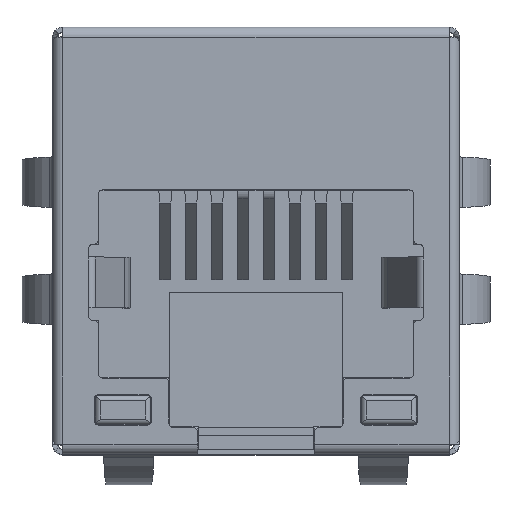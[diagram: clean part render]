
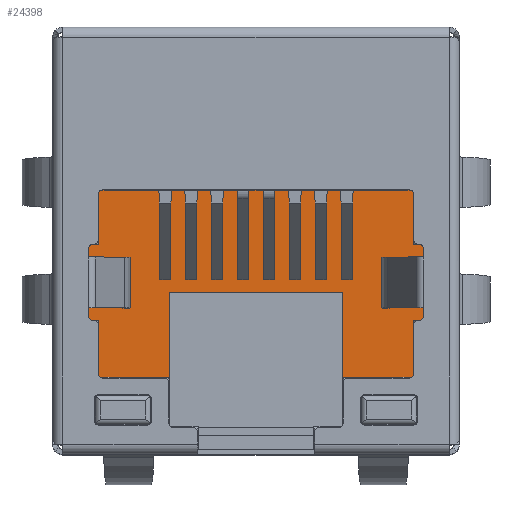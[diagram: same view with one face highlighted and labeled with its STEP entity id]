
A CAD part, top view. The second image highlights one B-rep face of the part: STEP entity #24398.
In plain terms, the highlighted face is planar.
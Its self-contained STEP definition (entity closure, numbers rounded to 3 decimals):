
#1260=ORIENTED_EDGE('',*,*,#6317,.T.);
#1261=ORIENTED_EDGE('',*,*,#6366,.T.);
#1262=ORIENTED_EDGE('',*,*,#6367,.F.);
#1263=ORIENTED_EDGE('',*,*,#6368,.F.);
#1264=ORIENTED_EDGE('',*,*,#6369,.F.);
#1265=ORIENTED_EDGE('',*,*,#6370,.F.);
#1266=ORIENTED_EDGE('',*,*,#6371,.F.);
#1267=ORIENTED_EDGE('',*,*,#6372,.F.);
#1268=ORIENTED_EDGE('',*,*,#6373,.F.);
#1269=ORIENTED_EDGE('',*,*,#6310,.F.);
#1270=ORIENTED_EDGE('',*,*,#6312,.F.);
#1271=ORIENTED_EDGE('',*,*,#6374,.T.);
#1272=ORIENTED_EDGE('',*,*,#6375,.F.);
#1273=ORIENTED_EDGE('',*,*,#6376,.F.);
#1274=ORIENTED_EDGE('',*,*,#6377,.F.);
#1275=ORIENTED_EDGE('',*,*,#6378,.F.);
#1276=ORIENTED_EDGE('',*,*,#6379,.F.);
#1277=ORIENTED_EDGE('',*,*,#6380,.F.);
#1278=ORIENTED_EDGE('',*,*,#6381,.F.);
#1279=ORIENTED_EDGE('',*,*,#6382,.T.);
#6310=EDGE_CURVE('',#8868,#8867,#10547,.T.);
#6312=EDGE_CURVE('',#8869,#8868,#10549,.T.);
#6317=EDGE_CURVE('',#8874,#8875,#10554,.T.);
#6366=EDGE_CURVE('',#8875,#8908,#10603,.T.);
#6367=EDGE_CURVE('',#8909,#8908,#10604,.T.);
#6368=EDGE_CURVE('',#8910,#8909,#10605,.T.);
#6369=EDGE_CURVE('',#8911,#8910,#10606,.T.);
#6370=EDGE_CURVE('',#8912,#8911,#10607,.T.);
#6371=EDGE_CURVE('',#8913,#8912,#10608,.T.);
#6372=EDGE_CURVE('',#8914,#8913,#10609,.T.);
#6373=EDGE_CURVE('',#8867,#8914,#10610,.T.);
#6374=EDGE_CURVE('',#8869,#8915,#10611,.T.);
#6375=EDGE_CURVE('',#8916,#8915,#10612,.T.);
#6376=EDGE_CURVE('',#8917,#8916,#10613,.T.);
#6377=EDGE_CURVE('',#8918,#8917,#10614,.T.);
#6378=EDGE_CURVE('',#8919,#8918,#10615,.T.);
#6379=EDGE_CURVE('',#8920,#8919,#10616,.T.);
#6380=EDGE_CURVE('',#8921,#8920,#10617,.T.);
#6381=EDGE_CURVE('',#8922,#8921,#10618,.T.);
#6382=EDGE_CURVE('',#8922,#8874,#10619,.T.);
#8867=VERTEX_POINT('',#31976);
#8868=VERTEX_POINT('',#31978);
#8869=VERTEX_POINT('',#31982);
#8874=VERTEX_POINT('',#31995);
#8875=VERTEX_POINT('',#31996);
#8908=VERTEX_POINT('',#32093);
#8909=VERTEX_POINT('',#32095);
#8910=VERTEX_POINT('',#32097);
#8911=VERTEX_POINT('',#32099);
#8912=VERTEX_POINT('',#32101);
#8913=VERTEX_POINT('',#32103);
#8914=VERTEX_POINT('',#32105);
#8915=VERTEX_POINT('',#32108);
#8916=VERTEX_POINT('',#32110);
#8917=VERTEX_POINT('',#32112);
#8918=VERTEX_POINT('',#32114);
#8919=VERTEX_POINT('',#32116);
#8920=VERTEX_POINT('',#32118);
#8921=VERTEX_POINT('',#32120);
#8922=VERTEX_POINT('',#32122);
#10547=LINE('',#31979,#12482);
#10549=LINE('',#31983,#12484);
#10554=LINE('',#31994,#12489);
#10603=LINE('',#32092,#12538);
#10604=LINE('',#32094,#12539);
#10605=LINE('',#32096,#12540);
#10606=LINE('',#32098,#12541);
#10607=LINE('',#32100,#12542);
#10608=LINE('',#32102,#12543);
#10609=LINE('',#32104,#12544);
#10610=LINE('',#32106,#12545);
#10611=LINE('',#32107,#12546);
#10612=LINE('',#32109,#12547);
#10613=LINE('',#32111,#12548);
#10614=LINE('',#32113,#12549);
#10615=LINE('',#32115,#12550);
#10616=LINE('',#32117,#12551);
#10617=LINE('',#32119,#12552);
#10618=LINE('',#32121,#12553);
#10619=LINE('',#32123,#12554);
#12482=VECTOR('',#27054,1000.);
#12484=VECTOR('',#27058,1000.);
#12489=VECTOR('',#27067,1000.);
#12538=VECTOR('',#27146,1000.);
#12539=VECTOR('',#27147,1000.);
#12540=VECTOR('',#27148,1000.);
#12541=VECTOR('',#27149,1000.);
#12542=VECTOR('',#27150,1000.);
#12543=VECTOR('',#27151,1000.);
#12544=VECTOR('',#27152,1000.);
#12545=VECTOR('',#27153,1000.);
#12546=VECTOR('',#27154,1000.);
#12547=VECTOR('',#27155,1000.);
#12548=VECTOR('',#27156,1000.);
#12549=VECTOR('',#27157,1000.);
#12550=VECTOR('',#27158,1000.);
#12551=VECTOR('',#27159,1000.);
#12552=VECTOR('',#27160,1000.);
#12553=VECTOR('',#27161,1000.);
#12554=VECTOR('',#27162,1000.);
#14365=EDGE_LOOP('',(#1260,#1261,#1262,#1263,#1264,#1265,#1266,#1267,#1268,
#1269,#1270,#1271,#1272,#1273,#1274,#1275,#1276,#1277,#1278,#1279));
#15462=FACE_BOUND('',#14365,.T.);
#16559=PLANE('',#25433);
#24398=ADVANCED_FACE('',(#15462),#16559,.F.);
#25433=AXIS2_PLACEMENT_3D('',#32091,#27144,#27145);
#27054=DIRECTION('',(0.,0.,1.));
#27058=DIRECTION('',(-1.,0.,0.));
#27067=DIRECTION('',(-1.,0.,0.));
#27144=DIRECTION('',(0.,1.,0.));
#27145=DIRECTION('',(0.,0.,1.));
#27146=DIRECTION('',(0.,0.,1.));
#27147=DIRECTION('',(1.,0.,0.));
#27148=DIRECTION('',(0.,0.,1.));
#27149=DIRECTION('',(1.,0.,0.));
#27150=DIRECTION('',(0.,0.,1.));
#27151=DIRECTION('',(-1.,0.,0.));
#27152=DIRECTION('',(0.,0.,1.));
#27153=DIRECTION('',(-1.,0.,0.));
#27154=DIRECTION('',(0.,0.,1.));
#27155=DIRECTION('',(-1.,0.,0.));
#27156=DIRECTION('',(0.,0.,-1.));
#27157=DIRECTION('',(-1.,0.,0.));
#27158=DIRECTION('',(0.,0.,-1.));
#27159=DIRECTION('',(1.,0.,0.));
#27160=DIRECTION('',(0.,0.,-1.));
#27161=DIRECTION('',(1.,0.,0.));
#27162=DIRECTION('',(0.,0.,-1.));
#31976=CARTESIAN_POINT('',(-4.5,-0.15,-1.996));
#31978=CARTESIAN_POINT('',(-4.5,-0.15,-2.006));
#31979=CARTESIAN_POINT('',(-4.5,-0.15,-2.006));
#31982=CARTESIAN_POINT('',(4.5,-0.15,-2.006));
#31983=CARTESIAN_POINT('',(4.5,-0.15,-2.006));
#31994=CARTESIAN_POINT('',(3.405,-0.15,2.024));
#31995=CARTESIAN_POINT('',(3.405,-0.15,2.024));
#31996=CARTESIAN_POINT('',(-3.405,-0.15,2.024));
#32091=CARTESIAN_POINT('',(0.,-0.15,0.));
#32092=CARTESIAN_POINT('',(-3.405,-0.15,2.024));
#32093=CARTESIAN_POINT('',(-3.405,-0.15,5.374));
#32094=CARTESIAN_POINT('',(-6.175,-0.15,5.374));
#32095=CARTESIAN_POINT('',(-6.175,-0.15,5.374));
#32096=CARTESIAN_POINT('',(-6.175,-0.15,3.124));
#32097=CARTESIAN_POINT('',(-6.175,-0.15,3.124));
#32098=CARTESIAN_POINT('',(-7.031,-0.15,3.124));
#32099=CARTESIAN_POINT('',(-7.031,-0.15,3.124));
#32100=CARTESIAN_POINT('',(-7.031,-0.15,0.154));
#32101=CARTESIAN_POINT('',(-7.031,-0.15,0.154));
#32102=CARTESIAN_POINT('',(-6.175,-0.15,0.154));
#32103=CARTESIAN_POINT('',(-6.175,-0.15,0.154));
#32104=CARTESIAN_POINT('',(-6.175,-0.15,-1.996));
#32105=CARTESIAN_POINT('',(-6.175,-0.15,-1.996));
#32106=CARTESIAN_POINT('',(6.175,-0.15,-1.996));
#32107=CARTESIAN_POINT('',(4.5,-0.15,-2.006));
#32108=CARTESIAN_POINT('',(4.5,-0.15,-1.996));
#32109=CARTESIAN_POINT('',(6.175,-0.15,-1.996));
#32110=CARTESIAN_POINT('',(6.175,-0.15,-1.996));
#32111=CARTESIAN_POINT('',(6.175,-0.15,0.154));
#32112=CARTESIAN_POINT('',(6.175,-0.15,0.154));
#32113=CARTESIAN_POINT('',(7.031,-0.15,0.154));
#32114=CARTESIAN_POINT('',(7.031,-0.15,0.154));
#32115=CARTESIAN_POINT('',(7.031,-0.15,3.124));
#32116=CARTESIAN_POINT('',(7.031,-0.15,3.124));
#32117=CARTESIAN_POINT('',(6.175,-0.15,3.124));
#32118=CARTESIAN_POINT('',(6.175,-0.15,3.124));
#32119=CARTESIAN_POINT('',(6.175,-0.15,5.374));
#32120=CARTESIAN_POINT('',(6.175,-0.15,5.374));
#32121=CARTESIAN_POINT('',(3.405,-0.15,5.374));
#32122=CARTESIAN_POINT('',(3.405,-0.15,5.374));
#32123=CARTESIAN_POINT('',(3.405,-0.15,7.324));
